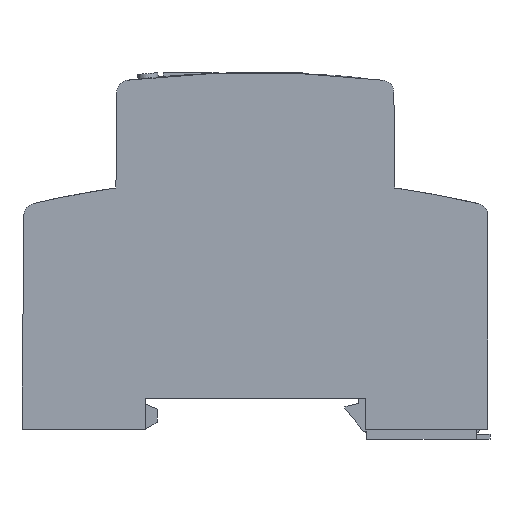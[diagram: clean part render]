
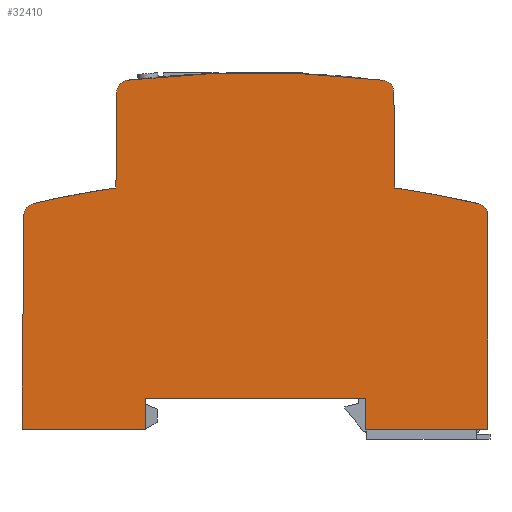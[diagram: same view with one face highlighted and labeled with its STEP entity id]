
A CAD part, left-side view. The second image highlights one B-rep face of the part: STEP entity #32410.
In plain terms, the highlighted face is planar.
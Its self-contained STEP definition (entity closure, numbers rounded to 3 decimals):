
#8470=CARTESIAN_POINT('',(89.926,72.341,-20.25));
#8480=VERTEX_POINT('',#8470);
#8660=CARTESIAN_POINT('',(48.757,72.341,-20.25));
#8670=VERTEX_POINT('',#8660);
#8700=CARTESIAN_POINT('',(69.341,-101.444,-20.25));
#8710=DIRECTION('',(0.,0.,-1.));
#8720=DIRECTION('',(-1.,0.,0.));
#8730=AXIS2_PLACEMENT_3D('',#8700,#8710,#8720);
#8740=CIRCLE('',#8730,175.);
#8750=EDGE_CURVE('',#8670,#8480,#8740,.T.);
#13800=CARTESIAN_POINT('',(106.975,16.056,-20.25));
#13810=VERTEX_POINT('',#13800);
#13860=CARTESIAN_POINT('',(45.021,16.056,-20.25));
#13870=DIRECTION('',(1.,0.,0.));
#13880=VECTOR('',#13870,1.);
#13890=LINE('',#13860,#13880);
#13900=CARTESIAN_POINT('',(87.091,16.056,-20.25));
#13910=VERTEX_POINT('',#13900);
#13920=EDGE_CURVE('',#13910,#13810,#13890,.T.);
#21180=CARTESIAN_POINT('',(46.992,70.373,-20.25));
#21190=VERTEX_POINT('',#21180);
#21220=CARTESIAN_POINT('',(48.992,70.355,-20.25));
#21230=DIRECTION('',(0.,0.,1.));
#21240=DIRECTION('',(1.,0.,0.));
#21250=AXIS2_PLACEMENT_3D('',#21220,#21230,#21240);
#21260=CIRCLE('',#21250,2.);
#21270=EDGE_CURVE('',#8670,#21190,#21260,.T.);
#24440=CARTESIAN_POINT('',(91.825,54.948,-20.25));
#24450=VERTEX_POINT('',#24440);
#24480=CARTESIAN_POINT('',(69.341,-101.444,-20.25));
#24490=DIRECTION('',(0.,0.,-1.));
#24500=DIRECTION('',(-1.,0.,0.));
#24510=AXIS2_PLACEMENT_3D('',#24480,#24490,#24500);
#24520=CIRCLE('',#24510,158.);
#24530=CARTESIAN_POINT('',(105.127,52.45,-20.25));
#24540=VERTEX_POINT('',#24530);
#24550=EDGE_CURVE('',#24450,#24540,#24520,.T.);
#27420=CARTESIAN_POINT('',(91.69,70.373,-20.25));
#27430=VERTEX_POINT('',#27420);
#27460=CARTESIAN_POINT('',(91.822,55.264,-20.25));
#27470=DIRECTION('',(-0.009,1.,
0.));
#27480=VECTOR('',#27470,1.);
#27490=LINE('',#27460,#27480);
#27500=EDGE_CURVE('',#24450,#27430,#27490,.T.);
#27940=CARTESIAN_POINT('',(45.021,21.056,-20.25));
#27950=DIRECTION('',(1.,0.,0.));
#27960=VECTOR('',#27950,1.);
#27970=LINE('',#27940,#27960);
#27980=CARTESIAN_POINT('',(51.591,21.056,-20.25));
#27990=VERTEX_POINT('',#27980);
#28000=CARTESIAN_POINT('',(87.091,21.056,-20.25));
#28010=VERTEX_POINT('',#28000);
#28020=EDGE_CURVE('',#27990,#28010,#27970,.T.);
#29840=CARTESIAN_POINT('',(46.858,54.948,-20.25));
#29850=VERTEX_POINT('',#29840);
#29880=CARTESIAN_POINT('',(46.861,55.264,-20.25));
#29890=DIRECTION('',(-0.009,-1.,
0.));
#29900=VECTOR('',#29890,1.);
#29910=LINE('',#29880,#29900);
#29920=EDGE_CURVE('',#21190,#29850,#29910,.T.);
#30300=CARTESIAN_POINT('',(87.091,55.264,-20.25));
#30310=DIRECTION('',(0.,-1.,0.));
#30320=VECTOR('',#30310,1.);
#30330=LINE('',#30300,#30320);
#30340=EDGE_CURVE('',#28010,#13910,#30330,.T.);
#31640=CARTESIAN_POINT('',(69.341,23.506,-20.25));
#31650=DIRECTION('',(0.,0.,-1.));
#31660=DIRECTION('',(-1.,0.,0.));
#31670=AXIS2_PLACEMENT_3D('',#31640,#31650,#31660);
#31680=PLANE('',#31670);
#31690=ORIENTED_EDGE('',*,*,#21270,.F.);
#31700=ORIENTED_EDGE('',*,*,#29920,.F.);
#31710=CARTESIAN_POINT('',(69.341,-101.444,-20.25));
#31720=DIRECTION('',(0.,0.,-1.));
#31730=DIRECTION('',(-1.,0.,0.));
#31740=AXIS2_PLACEMENT_3D('',#31710,#31720,#31730);
#31750=CIRCLE('',#31740,158.);
#31760=CARTESIAN_POINT('',(33.386,52.411,
-20.25));
#31770=VERTEX_POINT('',#31760);
#31780=EDGE_CURVE('',#31770,#29850,#31750,.T.);
#31790=ORIENTED_EDGE('',*,*,#31780,.T.);
#31800=CARTESIAN_POINT('',(33.841,50.463,
-20.25));
#31810=DIRECTION('',(0.,0.,-1.));
#31820=DIRECTION('',(-1.,0.,0.));
#31830=AXIS2_PLACEMENT_3D('',#31800,#31810,#31820);
#31840=CIRCLE('',#31830,2.);
#31850=CARTESIAN_POINT('',(31.841,50.463,
-20.25));
#31860=VERTEX_POINT('',#31850);
#31870=EDGE_CURVE('',#31860,#31770,#31840,.T.);
#31880=ORIENTED_EDGE('',*,*,#31870,.T.);
#31890=CARTESIAN_POINT('',(31.841,55.264,
-20.25));
#31900=DIRECTION('',(0.,1.,0.));
#31910=VECTOR('',#31900,1.);
#31920=LINE('',#31890,#31910);
#31930=CARTESIAN_POINT('',(31.841,16.056,
-20.25));
#31940=VERTEX_POINT('',#31930);
#31950=EDGE_CURVE('',#31940,#31860,#31920,.T.);
#31960=ORIENTED_EDGE('',*,*,#31950,.T.);
#31970=CARTESIAN_POINT('',(45.021,16.056,-20.25));
#31980=DIRECTION('',(1.,0.,0.));
#31990=VECTOR('',#31980,1.);
#32000=LINE('',#31970,#31990);
#32010=CARTESIAN_POINT('',(51.591,16.056,-20.25));
#32020=VERTEX_POINT('',#32010);
#32030=EDGE_CURVE('',#31940,#32020,#32000,.T.);
#32040=ORIENTED_EDGE('',*,*,#32030,.F.);
#32050=CARTESIAN_POINT('',(51.591,55.264,-20.25));
#32060=DIRECTION('',(0.,-1.,0.));
#32070=VECTOR('',#32060,1.);
#32080=LINE('',#32050,#32070);
#32090=EDGE_CURVE('',#27990,#32020,#32080,.T.);
#32100=ORIENTED_EDGE('',*,*,#32090,.T.);
#32110=ORIENTED_EDGE('',*,*,#28020,.F.);
#32120=ORIENTED_EDGE('',*,*,#30340,.F.);
#32130=ORIENTED_EDGE('',*,*,#13920,.F.);
#32140=CARTESIAN_POINT('',(106.633,55.264,-20.25));
#32150=DIRECTION('',(0.009,-1.,
0.));
#32160=VECTOR('',#32150,1.);
#32170=LINE('',#32140,#32160);
#32180=CARTESIAN_POINT('',(106.674,50.52,-20.25));
#32190=VERTEX_POINT('',#32180);
#32200=EDGE_CURVE('',#32190,#13810,#32170,.T.);
#32210=ORIENTED_EDGE('',*,*,#32200,.T.);
#32220=CARTESIAN_POINT('',(104.674,50.502,-20.25));
#32230=DIRECTION('',(0.,0.,-1.));
#32240=DIRECTION('',(-1.,0.,0.));
#32250=AXIS2_PLACEMENT_3D('',#32220,#32230,#32240);
#32260=CIRCLE('',#32250,2.);
#32270=EDGE_CURVE('',#24540,#32190,#32260,.T.);
#32280=ORIENTED_EDGE('',*,*,#32270,.T.);
#32290=ORIENTED_EDGE('',*,*,#24550,.T.);
#32300=ORIENTED_EDGE('',*,*,#27500,.F.);
#32310=CARTESIAN_POINT('',(89.69,70.355,-20.25));
#32320=DIRECTION('',(0.,0.,1.));
#32330=DIRECTION('',(1.,0.,0.));
#32340=AXIS2_PLACEMENT_3D('',#32310,#32320,#32330);
#32350=CIRCLE('',#32340,2.);
#32360=EDGE_CURVE('',#27430,#8480,#32350,.T.);
#32370=ORIENTED_EDGE('',*,*,#32360,.F.);
#32380=ORIENTED_EDGE('',*,*,#8750,.T.);
#32390=EDGE_LOOP('',(#32380,#32370,#32300,#32290,#32280,#32210,#32130,
#32120,#32110,#32100,#32040,#31960,#31880,#31790,#31700,#31690));
#32400=FACE_OUTER_BOUND('',#32390,.T.);
#32410=ADVANCED_FACE('',(#32400),#31680,.T.);
